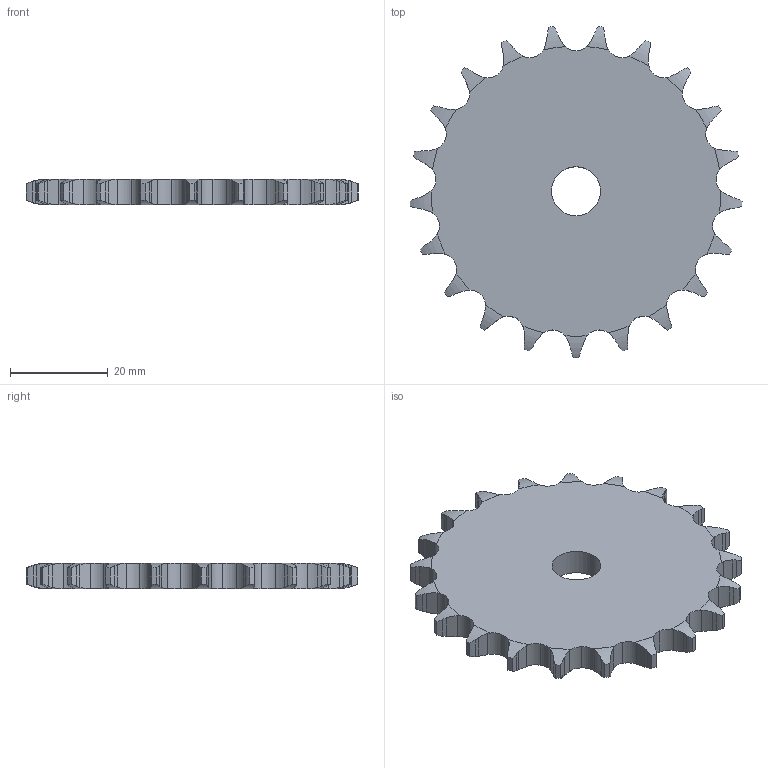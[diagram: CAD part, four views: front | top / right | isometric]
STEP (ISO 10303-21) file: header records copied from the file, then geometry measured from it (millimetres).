
FILE_DESCRIPTION(('FreeCAD Model'),'2;1');
FILE_NAME('Open CASCADE Shape Model','2022-02-06T09:34:23',('FreeCAD'),( 'FreeCAD'),'Open CASCADE STEP processor 7.4','FreeCAD','Unknown');
FILE_SCHEMA(('AUTOMOTIVE_DESIGN { 1 0 10303 214 1 1 1 1 }'));
Length unit declared in the file: millimetre
Products named in the file (1): Open CASCADE STEP translator 7.4 14
Bounding box: 67.88 x 67.69 x 5.3 mm (x, y, z)
Volume: 15050.8 mm3; surface area: 7438.5 mm2
Topology: 1 solids, 1 shells, 236 faces, 702 edges, 468 vertices
Faces by surface type: cylinder 148, plane 44, torus 44
Full cylindrical faces by diameter (mm): 10 x1
Entity records: 21146 total; most frequent: CARTESIAN_POINT 9315, DIRECTION 1610, ORIENTED_EDGE 1404, PCURVE 1404, DEFINITIONAL_REPRESENTATION 1404, B_SPLINE_CURVE_WITH_KNOTS 1014, LINE 788, VECTOR 788
